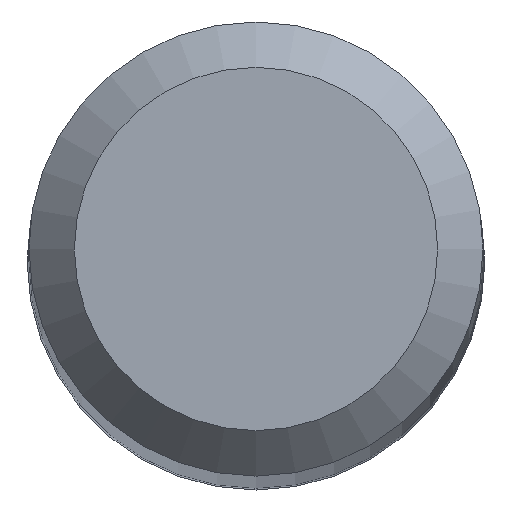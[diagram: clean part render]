
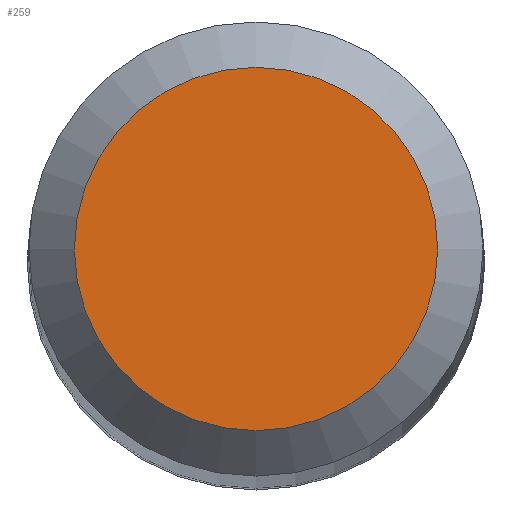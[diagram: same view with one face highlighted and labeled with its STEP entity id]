
A CAD part, top view. The second image highlights one B-rep face of the part: STEP entity #259.
In plain terms, the highlighted planar face has unit normal (0, 0, 1).
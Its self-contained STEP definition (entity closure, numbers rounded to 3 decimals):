
#12 = CARTESIAN_POINT ( 'NONE',  ( 0., 0., 30. ) ) ;
#72 = DIRECTION ( 'NONE',  ( 0., 0., -1. ) ) ;
#81 = CARTESIAN_POINT ( 'NONE',  ( 0., 0., 30. ) ) ;
#82 = DIRECTION ( 'NONE',  ( 0., 1., 0. ) ) ;
#92 = CARTESIAN_POINT ( 'NONE',  ( 0., 0.6, 30. ) ) ;
#108 = AXIS2_PLACEMENT_3D ( 'NONE', #12, #294, #82 ) ;
#125 = DIRECTION ( 'NONE',  ( 0., 1., 0. ) ) ;
#169 = EDGE_CURVE ( 'NONE', #300, #300, #292, .T. ) ;
#183 = FACE_OUTER_BOUND ( 'NONE', #223, .T. ) ;
#191 = ORIENTED_EDGE ( 'NONE', *, *, #169, .F. ) ;
#223 = EDGE_LOOP ( 'NONE', ( #191 ) ) ;
#227 = PLANE ( 'NONE',  #108 ) ;
#250 = AXIS2_PLACEMENT_3D ( 'NONE', #81, #72, #125 ) ;
#259 = ADVANCED_FACE ( 'NONE', ( #183 ), #227, .F. ) ;
#292 = CIRCLE ( 'NONE', #250, 0.6 ) ;
#294 = DIRECTION ( 'NONE',  ( 0., 0., -1. ) ) ;
#300 = VERTEX_POINT ( 'NONE', #92 ) ;
